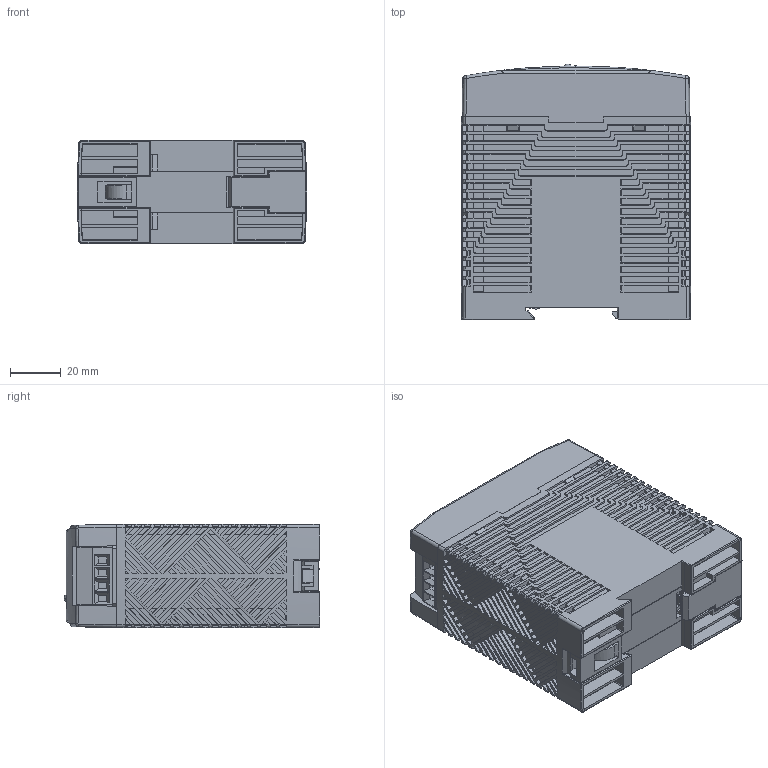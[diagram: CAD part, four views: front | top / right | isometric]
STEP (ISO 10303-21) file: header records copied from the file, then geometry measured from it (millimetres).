
FILE_DESCRIPTION((''),'2;1');
FILE_NAME('PRT0001','2021-06-24T',('rd13'),(''),'PRO/ENGINEER BY PARAMETRIC TECHNOLOGY CORPORATION, 2008230','PRO/ENGINEER BY PARAMETRIC TECHNOLOGY CORPORATION, 2008230','');
FILE_SCHEMA(('AUTOMOTIVE_DESIGN_CC2 { 1 2 10303 214 -1 1 5 2 }'));
Products named in the file (1): PRT0001
Bounding box: 90 x 100.5 x 40.59 mm (x, y, z)
Volume: 264932.4 mm3; surface area: 97062.8 mm2
Topology: 3 solids, 16 shells, 2955 faces, 8306 edges, 5480 vertices
Faces by surface type: plane 2242, cylinder 387, cone 256, bspline 32, sphere 18, torus 18, extrusion 2
Entity records: 99547 total; most frequent: CARTESIAN_POINT 24476, ORIENTED_EDGE 16528, DIRECTION 12727, EDGE_CURVE 8304, VECTOR 5759, LINE 5757, VERTEX_POINT 5480, AXIS2_PLACEMENT_3D 3484
